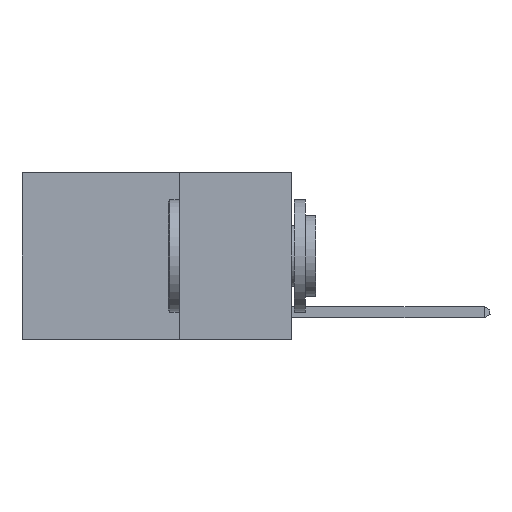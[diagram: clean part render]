
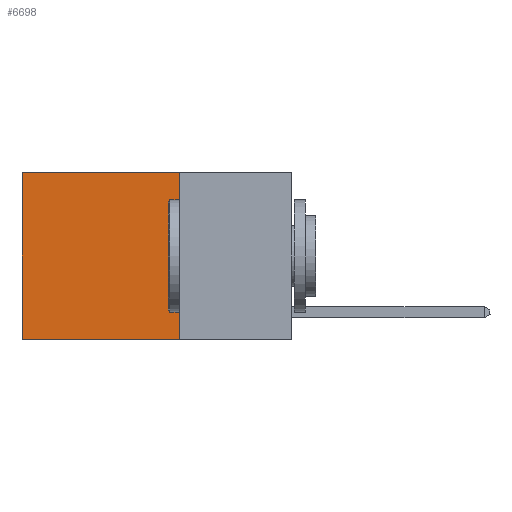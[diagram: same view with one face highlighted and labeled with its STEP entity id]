
A CAD part, left-side view. The second image highlights one B-rep face of the part: STEP entity #6698.
In plain terms, the highlighted planar face has unit normal (-1, 0, 0).
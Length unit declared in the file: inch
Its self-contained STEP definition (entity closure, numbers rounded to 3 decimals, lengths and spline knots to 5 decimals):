
#1490 = AXIS2_PLACEMENT_3D ( 'NONE', #7490, #14913, #11260 ) ;
#1570 = VERTEX_POINT ( 'NONE', #17805 ) ;
#2570 = CARTESIAN_POINT ( 'NONE',  ( 0.2625, 0.6, 0. ) ) ;
#4357 = VERTEX_POINT ( 'NONE', #12524 ) ;
#4669 = EDGE_LOOP ( 'NONE', ( #18110, #11983, #12345, #16537 ) ) ;
#5249 = CARTESIAN_POINT ( 'NONE',  ( 0.2625, 0.25, 0. ) ) ;
#5634 = CARTESIAN_POINT ( 'NONE',  ( 0.2625, 0.6, 0. ) ) ;
#6091 = CARTESIAN_POINT ( 'NONE',  ( 0.2625, 0.25, 0. ) ) ;
#6303 = VECTOR ( 'NONE', #13862, 39.37008 ) ;
#6698 = ADVANCED_FACE ( 'NONE', ( #14785 ), #12992, .F. ) ;
#6700 = EDGE_CURVE ( 'NONE', #15933, #18006, #19620, .T. ) ;
#7490 = CARTESIAN_POINT ( 'NONE',  ( 0.2625, 0.25, 0. ) ) ;
#8035 = CARTESIAN_POINT ( 'NONE',  ( 0.2625, 0.25, -0.37 ) ) ;
#8285 = DIRECTION ( 'NONE',  ( 0., 1., 0. ) ) ;
#11260 = DIRECTION ( 'NONE',  ( 0., 0., -1. ) ) ;
#11889 = EDGE_CURVE ( 'NONE', #15933, #4357, #18831, .T. ) ;
#11983 = ORIENTED_EDGE ( 'NONE', *, *, #23315, .F. ) ;
#12034 = CARTESIAN_POINT ( 'NONE',  ( 0.2625, 0.25, 0. ) ) ;
#12345 = ORIENTED_EDGE ( 'NONE', *, *, #11889, .F. ) ;
#12524 = CARTESIAN_POINT ( 'NONE',  ( 0.2625, 0.25, -0.37 ) ) ;
#12992 = PLANE ( 'NONE',  #1490 ) ;
#13862 = DIRECTION ( 'NONE',  ( 0., 0., -1. ) ) ;
#14785 = FACE_OUTER_BOUND ( 'NONE', #4669, .T. ) ;
#14913 = DIRECTION ( 'NONE',  ( 1., 0., 0. ) ) ;
#14953 = LINE ( 'NONE', #5634, #19625 ) ;
#15185 = VECTOR ( 'NONE', #19360, 39.37008 ) ;
#15933 = VERTEX_POINT ( 'NONE', #5249 ) ;
#16537 = ORIENTED_EDGE ( 'NONE', *, *, #6700, .T. ) ;
#17193 = VECTOR ( 'NONE', #8285, 39.37008 ) ;
#17805 = CARTESIAN_POINT ( 'NONE',  ( 0.2625, 0.6, -0.37 ) ) ;
#18006 = VERTEX_POINT ( 'NONE', #2570 ) ;
#18110 = ORIENTED_EDGE ( 'NONE', *, *, #24206, .T. ) ;
#18296 = DIRECTION ( 'NONE',  ( 0., 0., -1. ) ) ;
#18831 = LINE ( 'NONE', #12034, #6303 ) ;
#19360 = DIRECTION ( 'NONE',  ( 0., 1., 0. ) ) ;
#19620 = LINE ( 'NONE', #6091, #15185 ) ;
#19625 = VECTOR ( 'NONE', #18296, 39.37008 ) ;
#22012 = LINE ( 'NONE', #8035, #17193 ) ;
#23315 = EDGE_CURVE ( 'NONE', #4357, #1570, #22012, .T. ) ;
#24206 = EDGE_CURVE ( 'NONE', #18006, #1570, #14953, .T. ) ;
